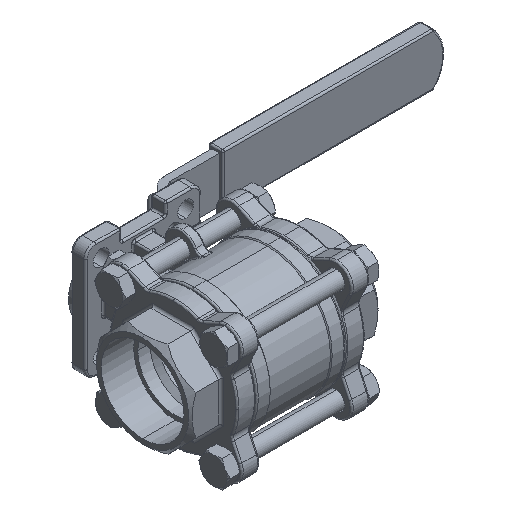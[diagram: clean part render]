
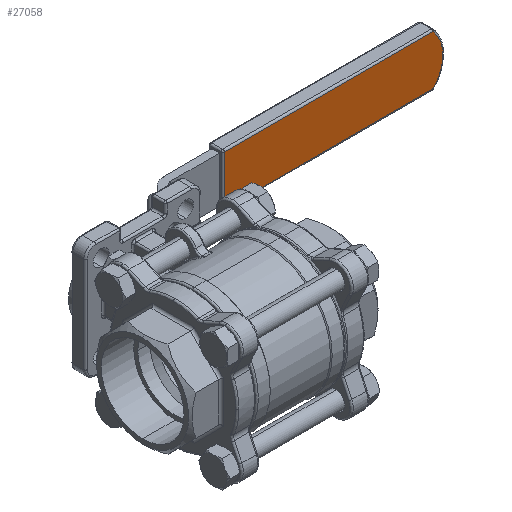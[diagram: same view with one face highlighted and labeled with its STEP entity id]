
A CAD part, isometric view. The second image highlights one B-rep face of the part: STEP entity #27058.
In plain terms, the highlighted planar face has unit normal (0, -1, 0).
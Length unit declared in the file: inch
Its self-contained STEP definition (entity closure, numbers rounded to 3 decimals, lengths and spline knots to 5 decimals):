
#758 = VECTOR ( 'NONE', #1120, 39.37008 ) ;
#958 = CARTESIAN_POINT ( 'NONE',  ( 7.20472, 3.28819, -0.02953 ) ) ;
#1120 = DIRECTION ( 'NONE',  ( 1., 0., 0. ) ) ;
#1187 = VECTOR ( 'NONE', #46528, 39.37008 ) ;
#1446 = CARTESIAN_POINT ( 'NONE',  ( 7.20472, 3.28819, -0.60039 ) ) ;
#5640 = CARTESIAN_POINT ( 'NONE',  ( 8.12498, 3.28819, -0.26285 ) ) ;
#7016 = LINE ( 'NONE', #12009, #758 ) ;
#7725 = VERTEX_POINT ( 'NONE', #21701 ) ;
#8631 = FACE_OUTER_BOUND ( 'NONE', #43952, .T. ) ;
#10206 = CARTESIAN_POINT ( 'NONE',  ( 7.80277, 3.28819, 0.54134 ) ) ;
#10494 = EDGE_CURVE ( 'NONE', #57267, #7725, #28665, .T. ) ;
#12009 = CARTESIAN_POINT ( 'NONE',  ( 7.20472, 3.28819, 0.54134 ) ) ;
#18491 = EDGE_CURVE ( 'NONE', #32271, #19344, #45148, .T. ) ;
#19344 = VERTEX_POINT ( 'NONE', #42231 ) ;
#21701 = CARTESIAN_POINT ( 'NONE',  ( 7.80277, 3.28819, -0.60039 ) ) ;
#22939 = LINE ( 'NONE', #1446, #1187 ) ;
#25212 = CARTESIAN_POINT ( 'NONE',  ( 2.99213, 3.28819, -0.60039 ) ) ;
#26035 = CARTESIAN_POINT ( 'NONE',  ( 8.12498, 3.28819, 0.20379 ) ) ;
#27058 = ADVANCED_FACE ( 'NONE', ( #8631 ), #45610, .F. ) ;
#27145 = DIRECTION ( 'NONE',  ( 0., 0., 1. ) ) ;
#28665 =( BOUNDED_CURVE ( )  B_SPLINE_CURVE ( 3, ( #10206, #26035, #5640, #40453 ),
 .UNSPECIFIED., .F., .F. ) 
 B_SPLINE_CURVE_WITH_KNOTS ( ( 4, 4 ),
 ( 0., 1. ),
 .UNSPECIFIED. ) 
 CURVE ( )  GEOMETRIC_REPRESENTATION_ITEM ( )  RATIONAL_B_SPLINE_CURVE ( ( 1., 0.816, 0.816, 1. ) ) 
 REPRESENTATION_ITEM ( '' )  );
#29532 = EDGE_CURVE ( 'NONE', #19344, #57267, #7016, .T. ) ;
#30275 = DIRECTION ( 'NONE',  ( 0., 0., 1. ) ) ;
#30376 = ORIENTED_EDGE ( 'NONE', *, *, #10494, .F. ) ;
#32271 = VERTEX_POINT ( 'NONE', #25212 ) ;
#36519 = CARTESIAN_POINT ( 'NONE',  ( 7.80277, 3.28819, 0.54134 ) ) ;
#40453 = CARTESIAN_POINT ( 'NONE',  ( 7.80277, 3.28819, -0.60039 ) ) ;
#42231 = CARTESIAN_POINT ( 'NONE',  ( 2.99213, 3.28819, 0.54134 ) ) ;
#42789 = ORIENTED_EDGE ( 'NONE', *, *, #60501, .F. ) ;
#43952 = EDGE_LOOP ( 'NONE', ( #59203, #42789, #30376, #45606 ) ) ;
#44322 = VECTOR ( 'NONE', #27145, 39.37008 ) ;
#45148 = LINE ( 'NONE', #61703, #44322 ) ;
#45606 = ORIENTED_EDGE ( 'NONE', *, *, #29532, .F. ) ;
#45610 = PLANE ( 'NONE',  #57650 ) ;
#46528 = DIRECTION ( 'NONE',  ( -1., 0., 0. ) ) ;
#55841 = DIRECTION ( 'NONE',  ( 0., 1., 0. ) ) ;
#57267 = VERTEX_POINT ( 'NONE', #36519 ) ;
#57650 = AXIS2_PLACEMENT_3D ( 'NONE', #958, #55841, #30275 ) ;
#59203 = ORIENTED_EDGE ( 'NONE', *, *, #18491, .F. ) ;
#60501 = EDGE_CURVE ( 'NONE', #7725, #32271, #22939, .T. ) ;
#61703 = CARTESIAN_POINT ( 'NONE',  ( 2.99213, 3.28819, -0.63976 ) ) ;
